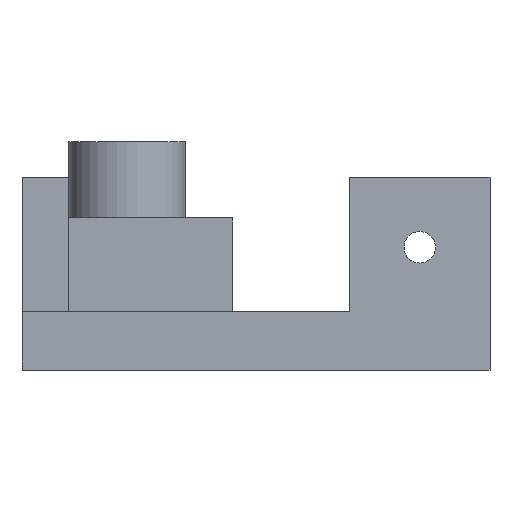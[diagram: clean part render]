
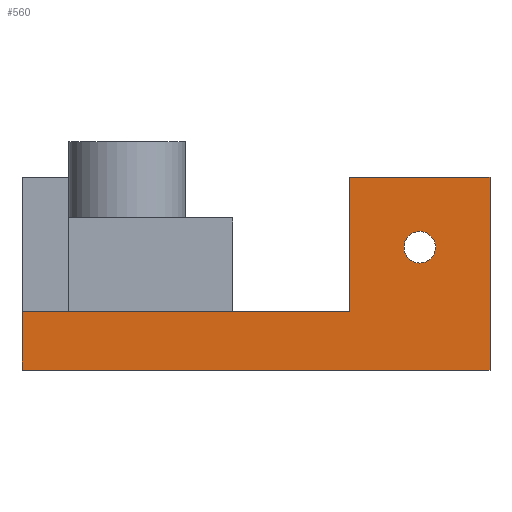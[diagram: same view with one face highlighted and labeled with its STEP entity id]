
A CAD part, front view. The second image highlights one B-rep face of the part: STEP entity #560.
In plain terms, the highlighted planar face has unit normal (0, -1, 0).
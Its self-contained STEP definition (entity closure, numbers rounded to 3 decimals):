
#28=FACE_BOUND('',#109,.T.);
#40=CIRCLE('',#606,1.35);
#70=FACE_OUTER_BOUND('',#108,.T.);
#108=EDGE_LOOP('',(#493,#494,#495,#496,#497,#498));
#109=EDGE_LOOP('',(#499));
#130=LINE('',#832,#192);
#138=LINE('',#848,#200);
#147=LINE('',#869,#209);
#161=LINE('',#902,#223);
#164=LINE('',#907,#226);
#172=LINE('',#922,#234);
#192=VECTOR('',#680,10.);
#200=VECTOR('',#692,10.);
#209=VECTOR('',#707,10.);
#223=VECTOR('',#741,10.);
#226=VECTOR('',#746,10.);
#234=VECTOR('',#766,10.);
#256=VERTEX_POINT('',#829);
#257=VERTEX_POINT('',#831);
#263=VERTEX_POINT('',#846);
#271=VERTEX_POINT('',#866);
#272=VERTEX_POINT('',#868);
#277=VERTEX_POINT('',#884);
#282=VERTEX_POINT('',#906);
#311=EDGE_CURVE('',#257,#256,#130,.T.);
#319=EDGE_CURVE('',#263,#256,#138,.T.);
#329=EDGE_CURVE('',#271,#272,#147,.T.);
#338=EDGE_CURVE('',#277,#277,#40,.T.);
#346=EDGE_CURVE('',#272,#263,#161,.T.);
#349=EDGE_CURVE('',#282,#257,#164,.T.);
#357=EDGE_CURVE('',#271,#282,#172,.T.);
#493=ORIENTED_EDGE('',*,*,#311,.T.);
#494=ORIENTED_EDGE('',*,*,#319,.F.);
#495=ORIENTED_EDGE('',*,*,#346,.F.);
#496=ORIENTED_EDGE('',*,*,#329,.F.);
#497=ORIENTED_EDGE('',*,*,#357,.T.);
#498=ORIENTED_EDGE('',*,*,#349,.T.);
#499=ORIENTED_EDGE('',*,*,#338,.T.);
#529=PLANE('',#617);
#560=ADVANCED_FACE('',(#70,#28),#529,.T.);
#606=AXIS2_PLACEMENT_3D('',#886,#724,#725);
#617=AXIS2_PLACEMENT_3D('',#921,#764,#765);
#680=DIRECTION('',(-1.,0.,0.));
#692=DIRECTION('',(0.,0.,1.));
#707=DIRECTION('',(0.,0.,1.));
#724=DIRECTION('center_axis',(0.,1.,0.));
#725=DIRECTION('ref_axis',(-1.,0.,0.));
#741=DIRECTION('',(1.,0.,0.));
#746=DIRECTION('',(0.,0.,1.));
#764=DIRECTION('center_axis',(0.,-1.,0.));
#765=DIRECTION('ref_axis',(1.,0.,0.));
#766=DIRECTION('',(1.,0.,0.));
#829=CARTESIAN_POINT('',(-211.407,-173.067,26.));
#831=CARTESIAN_POINT('',(-199.407,-173.067,26.));
#832=CARTESIAN_POINT('',(-222.407,-173.067,26.));
#846=CARTESIAN_POINT('',(-211.407,-173.067,14.5));
#848=CARTESIAN_POINT('',(-211.407,-173.067,14.5));
#866=CARTESIAN_POINT('',(-239.407,-173.067,9.5));
#868=CARTESIAN_POINT('',(-239.407,-173.067,14.5));
#869=CARTESIAN_POINT('',(-239.407,-173.067,9.5));
#884=CARTESIAN_POINT('',(-204.057,-173.067,20.));
#886=CARTESIAN_POINT('Origin',(-205.407,-173.067,20.));
#902=CARTESIAN_POINT('',(-239.407,-173.067,14.5));
#906=CARTESIAN_POINT('',(-199.407,-173.067,9.5));
#907=CARTESIAN_POINT('',(-199.407,-173.067,9.5));
#921=CARTESIAN_POINT('Origin',(-239.407,-173.067,9.5));
#922=CARTESIAN_POINT('',(-239.407,-173.067,9.5));
